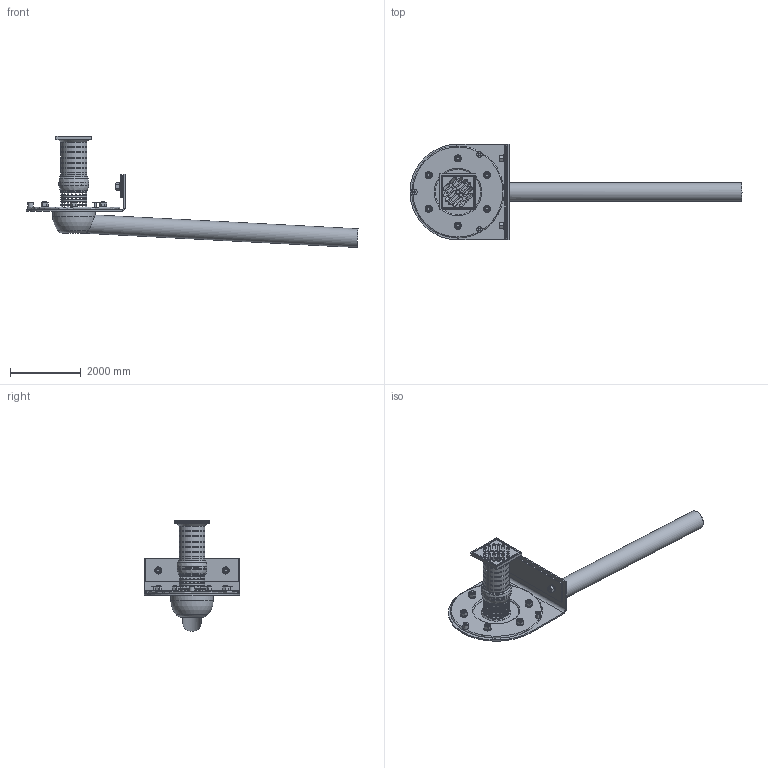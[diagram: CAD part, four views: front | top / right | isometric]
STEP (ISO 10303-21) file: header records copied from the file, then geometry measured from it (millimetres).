
FILE_DESCRIPTION(/* description */ (''),/* implementation_level */ '2;1');
FILE_NAME(/* name */ '01572.050X_3D.stp',/* time_stamp */ '2024-12-11T13:29:30+01:00',/* author */ ('CAD'),/* organization */ (''),/* preprocessor_version */ 'ST-DEVELOPER v20',/* originating_system */ 'AutoCAD Mechanical',/* authorisation */ '');
FILE_SCHEMA (('AUTOMOTIVE_DESIGN { 1 0 10303 214 3 1 1 }'));
Length unit declared in the file: centimetre
Products named in the file (1): Product
Bounding box: 9362.89 x 2700 x 3131.71 mm (x, y, z)
Volume: 1145446408.9 mm3; surface area: 82474057.5 mm2
Topology: 35 solids, 35 shells, 1186 faces, 3084 edges, 1977 vertices
Faces by surface type: plane 794, cone 200, cylinder 143, torus 27, sphere 12, bspline 10
Full cylindrical faces by diameter (mm): 60 x3, 100 x8, 120 x8, 130 x8, 160 x8, 200 x8, 500 x1, 530 x2, 700 x1, 720 x8, 730 x12, 760 x1, 785 x1, 808 x1, 810 x1, 832 x1, 842 x1, 1170 x1, 1200 x1
Entity records: 39359 total; most frequent: CARTESIAN_POINT 8808, DIRECTION 6473, ORIENTED_EDGE 6152, EDGE_CURVE 3076, AXIS2_PLACEMENT_3D 2361, VERTEX_POINT 1977, LINE 1751, VECTOR 1751
